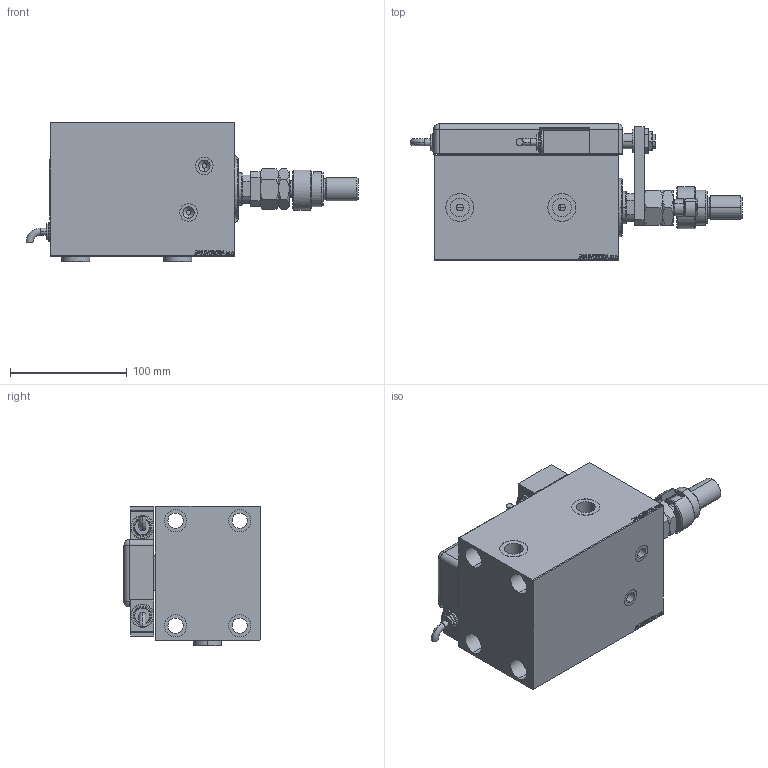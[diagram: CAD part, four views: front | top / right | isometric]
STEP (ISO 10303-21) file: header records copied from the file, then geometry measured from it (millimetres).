
FILE_DESCRIPTION (( 'STEP AP203' ), '1' );
FILE_NAME ('ad11.STEP', '2022-04-17T16:23:18', ( '' ), ( '' ), 'SwSTEP 2.0', 'SolidWorks 2019', '' );
FILE_SCHEMA (( 'CONFIG_CONTROL_DESIGN' ));
Length unit declared in the file: millimetre
Products named in the file (17): MFA ea9f20baf4416c6278ecc1db51e661da; V450CP_VC_B ea9f20baf4416c6278ecc1db51e661da; ad11; V450CP_B_VCP ea9f20baf4416c6278ecc1db51e661da; TYC ea9f20baf4416c6278ecc1db51e661da; NUT_D13 ea9f20baf4416c6278ecc1db51e661da; SWITCH_Q_FRONT_BACK ea9f20baf4416c6278ecc1db51e661da; SWITCH Q ea9f20baf4416c6278ecc1db51e661da; MAGNETIC SWITCH Q ea9f20baf4416c6278ecc1db51e661da; V450CP_C ea9f20baf4416c6278ecc1db51e661da; ZARAZKA_Q ea9f20baf4416c6278ecc1db51e661da; FEMALE_PART_FOR_DFA ea9f20baf4416c6278ecc1db51e661da; NUT_D19 ea9f20baf4416c6278ecc1db51e661da; SWITCH DIM A_G ea9f20baf4416c6278ecc1db51e661da; KRYT ea9f20baf4416c6278ecc1db51e661da; PLUG ea9f20baf4416c6278ecc1db51e661da; Q_T_W_DFA ea9f20baf4416c6278ecc1db51e661da
Assembly tree (18 placements, depth 3):
  ad11
    V450CP_C ea9f20baf4416c6278ecc1db51e661da
    MAGNETIC SWITCH Q ea9f20baf4416c6278ecc1db51e661da
      SWITCH_Q_FRONT_BACK ea9f20baf4416c6278ecc1db51e661da
      TYC ea9f20baf4416c6278ecc1db51e661da
      ZARAZKA_Q ea9f20baf4416c6278ecc1db51e661da
      SWITCH DIM A_G ea9f20baf4416c6278ecc1db51e661da
      NUT_D19 ea9f20baf4416c6278ecc1db51e661da
      NUT_D13 ea9f20baf4416c6278ecc1db51e661da
      KRYT ea9f20baf4416c6278ecc1db51e661da
      SWITCH Q ea9f20baf4416c6278ecc1db51e661da  x2
    Q_T_W_DFA ea9f20baf4416c6278ecc1db51e661da
      FEMALE_PART_FOR_DFA ea9f20baf4416c6278ecc1db51e661da
      MFA ea9f20baf4416c6278ecc1db51e661da
    V450CP_B_VCP ea9f20baf4416c6278ecc1db51e661da
    V450CP_VC_B ea9f20baf4416c6278ecc1db51e661da
    PLUG ea9f20baf4416c6278ecc1db51e661da  x2
Bounding box: 284.76 x 116.8 x 119.9 mm (x, y, z)
Volume: 1600354.4 mm3; surface area: 276883.9 mm2
Topology: 17 solids, 17 shells, 1412 faces, 3520 edges, 2299 vertices
Faces by surface type: plane 683, bspline 471, cylinder 160, cone 66, torus 30, sphere 2
Entity records: 64571 total; most frequent: CARTESIAN_POINT 33352, ORIENTED_EDGE 6764, DIRECTION 4562, EDGE_CURVE 3382, VERTEX_POINT 2215, VECTOR 1952, LINE 1952, EDGE_LOOP 1541
